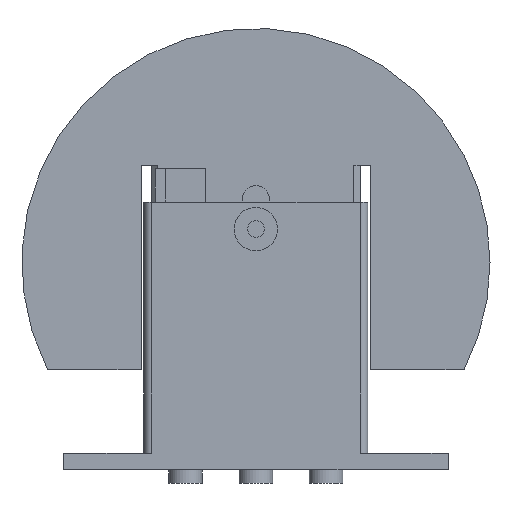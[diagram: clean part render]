
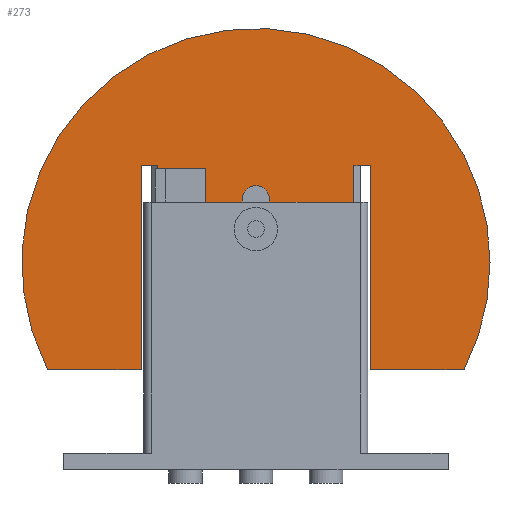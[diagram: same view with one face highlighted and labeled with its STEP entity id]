
A CAD part, front view. The second image highlights one B-rep face of the part: STEP entity #273.
In plain terms, the highlighted planar face has unit normal (0, -1, 0).
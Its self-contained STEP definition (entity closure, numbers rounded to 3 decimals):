
#273=ADVANCED_FACE('',(#572,#573),#574,.F.);
#572=FACE_BOUND('',#893,.T.);
#573=FACE_OUTER_BOUND('',#894,.T.);
#574=PLANE('',#895);
#893=EDGE_LOOP('',(#1575,#1576,#1577,#1578));
#894=EDGE_LOOP('',(#1579,#1580,#1581,#1582,#1583,#1584,#1585,#1586,#1587,#1588,#1589,#1590,#1591,#1592,#1593));
#895=AXIS2_PLACEMENT_3D('',#1594,#1595,#1596);
#1575=ORIENTED_EDGE('',*,*,#2033,.T.);
#1576=ORIENTED_EDGE('',*,*,#2059,.T.);
#1577=ORIENTED_EDGE('',*,*,#2038,.T.);
#1578=ORIENTED_EDGE('',*,*,#2060,.T.);
#1579=ORIENTED_EDGE('',*,*,#2044,.T.);
#1580=ORIENTED_EDGE('',*,*,#2055,.T.);
#1581=ORIENTED_EDGE('',*,*,#2047,.T.);
#1582=ORIENTED_EDGE('',*,*,#2061,.T.);
#1583=ORIENTED_EDGE('',*,*,#2062,.T.);
#1584=ORIENTED_EDGE('',*,*,#2063,.T.);
#1585=ORIENTED_EDGE('',*,*,#2064,.T.);
#1586=ORIENTED_EDGE('',*,*,#2065,.T.);
#1587=ORIENTED_EDGE('',*,*,#2066,.T.);
#1588=ORIENTED_EDGE('',*,*,#2067,.F.);
#1589=ORIENTED_EDGE('',*,*,#2013,.F.);
#1590=ORIENTED_EDGE('',*,*,#2068,.T.);
#1591=ORIENTED_EDGE('',*,*,#2069,.T.);
#1592=ORIENTED_EDGE('',*,*,#2070,.T.);
#1593=ORIENTED_EDGE('',*,*,#2071,.T.);
#1594=CARTESIAN_POINT('',(0.,-15.0,69.29));
#1595=DIRECTION('',(0.0,1.0,0.0));
#1596=DIRECTION('',(-1.0,0.0,0.0));
#2013=EDGE_CURVE('',#2437,#2433,#2439,.T.);
#2033=EDGE_CURVE('',#2469,#2473,#2475,.T.);
#2038=EDGE_CURVE('',#2478,#2482,#2484,.T.);
#2044=EDGE_CURVE('',#2487,#2493,#2495,.T.);
#2047=EDGE_CURVE('',#2500,#2497,#2501,.T.);
#2055=EDGE_CURVE('',#2493,#2500,#2511,.T.);
#2059=EDGE_CURVE('',#2473,#2478,#2515,.T.);
#2060=EDGE_CURVE('',#2482,#2469,#2516,.T.);
#2061=EDGE_CURVE('',#2497,#2517,#2518,.T.);
#2062=EDGE_CURVE('',#2517,#2519,#2520,.T.);
#2063=EDGE_CURVE('',#2519,#2521,#2522,.T.);
#2064=EDGE_CURVE('',#2521,#2523,#2524,.T.);
#2065=EDGE_CURVE('',#2523,#2525,#2526,.T.);
#2066=EDGE_CURVE('',#2525,#2527,#2528,.T.);
#2067=EDGE_CURVE('',#2433,#2527,#2529,.T.);
#2068=EDGE_CURVE('',#2437,#2530,#2531,.T.);
#2069=EDGE_CURVE('',#2530,#2532,#2533,.T.);
#2070=EDGE_CURVE('',#2532,#2534,#2535,.T.);
#2071=EDGE_CURVE('',#2534,#2487,#2536,.T.);
#2433=VERTEX_POINT('',#3011);
#2437=VERTEX_POINT('',#3016);
#2439=CIRCLE('',#3019,70.0);
#2469=VERTEX_POINT('',#3055);
#2473=VERTEX_POINT('',#3060);
#2475=CIRCLE('',#3063,4.0);
#2478=VERTEX_POINT('',#3066);
#2482=VERTEX_POINT('',#3071);
#2484=CIRCLE('',#3074,4.0);
#2487=VERTEX_POINT('',#3077);
#2493=VERTEX_POINT('',#3086);
#2495=LINE('',#3089,#3090);
#2497=VERTEX_POINT('',#3092);
#2500=VERTEX_POINT('',#3096);
#2501=LINE('',#3097,#3098);
#2511=LINE('',#3113,#3114);
#2515=LINE('',#3119,#3120);
#2516=LINE('',#3121,#3122);
#2517=VERTEX_POINT('',#3123);
#2518=LINE('',#3124,#3125);
#2519=VERTEX_POINT('',#3126);
#2520=LINE('',#3127,#3128);
#2521=VERTEX_POINT('',#3129);
#2522=LINE('',#3130,#3131);
#2523=VERTEX_POINT('',#3132);
#2524=LINE('',#3133,#3134);
#2525=VERTEX_POINT('',#3135);
#2526=LINE('',#3136,#3137);
#2527=VERTEX_POINT('',#3138);
#2528=LINE('',#3139,#3140);
#2529=CIRCLE('',#3141,70.0);
#2530=VERTEX_POINT('',#3142);
#2531=LINE('',#3143,#3144);
#2532=VERTEX_POINT('',#3145);
#2533=LINE('',#3146,#3147);
#2534=VERTEX_POINT('',#3148);
#2535=LINE('',#3149,#3150);
#2536=LINE('',#3151,#3152);
#3011=CARTESIAN_POINT('',(62.258,-15.0,94.));
#3016=CARTESIAN_POINT('',(-62.258,-15.0,30.));
#3019=AXIS2_PLACEMENT_3D('',#3509,#3510,#3511);
#3055=CARTESIAN_POINT('',(-4.,-15.0,81.));
#3060=CARTESIAN_POINT('',(4.,-15.0,81.));
#3063=AXIS2_PLACEMENT_3D('',#3541,#3542,#3543);
#3066=CARTESIAN_POINT('',(4.,-15.0,43.));
#3071=CARTESIAN_POINT('',(-4.,-15.0,43.));
#3074=AXIS2_PLACEMENT_3D('',#3549,#3550,#3551);
#3077=CARTESIAN_POINT('',(-29.3,-15.0,90.0));
#3086=CARTESIAN_POINT('',(-14.995,-15.0,90.0));
#3089=CARTESIAN_POINT('',(-11.25,-15.0,90.0));
#3090=VECTOR('',#3556,1.0);
#3092=CARTESIAN_POINT('',(-29.3,-15.0,43.99));
#3096=CARTESIAN_POINT('',(-14.995,-15.0,43.99));
#3097=CARTESIAN_POINT('',(-11.25,-15.0,43.99));
#3098=VECTOR('',#3558,1.0);
#3113=CARTESIAN_POINT('',(-14.995,-15.0,68.142));
#3114=VECTOR('',#3564,1.0);
#3119=CARTESIAN_POINT('',(4.0,-15.0,65.645));
#3120=VECTOR('',#3566,1.0);
#3121=CARTESIAN_POINT('',(-4.0,-15.0,70.395));
#3122=VECTOR('',#3567,1.0);
#3123=CARTESIAN_POINT('',(-29.3,-15.0,15.0));
#3124=CARTESIAN_POINT('',(-29.3,-15.0,42.145));
#3125=VECTOR('',#3568,1.0);
#3126=CARTESIAN_POINT('',(29.3,-15.0,15.0));
#3127=CARTESIAN_POINT('',(0.0,-15.0,15.0));
#3128=VECTOR('',#3569,1.0);
#3129=CARTESIAN_POINT('',(29.3,-15.0,91.0));
#3130=CARTESIAN_POINT('',(29.3,-15.0,42.145));
#3131=VECTOR('',#3570,1.0);
#3132=CARTESIAN_POINT('',(34.3,-15.0,91.0));
#3133=CARTESIAN_POINT('',(0.,-15.0,91.0));
#3134=VECTOR('',#3571,1.0);
#3135=CARTESIAN_POINT('',(34.3,-15.0,30.0));
#3136=CARTESIAN_POINT('',(34.3,-15.0,61.145));
#3137=VECTOR('',#3572,1.0);
#3138=CARTESIAN_POINT('',(62.258,-15.0,30.0));
#3139=CARTESIAN_POINT('',(0.0,-15.0,30.0));
#3140=VECTOR('',#3573,1.0);
#3141=AXIS2_PLACEMENT_3D('',#3574,#3575,#3576);
#3142=CARTESIAN_POINT('',(-34.3,-15.0,30.0));
#3143=CARTESIAN_POINT('',(0.0,-15.0,30.0));
#3144=VECTOR('',#3577,1.0);
#3145=CARTESIAN_POINT('',(-34.3,-15.0,91.0));
#3146=CARTESIAN_POINT('',(-34.3,-15.0,61.145));
#3147=VECTOR('',#3578,1.0);
#3148=CARTESIAN_POINT('',(-29.3,-15.0,91.0));
#3149=CARTESIAN_POINT('',(0.,-15.0,91.0));
#3150=VECTOR('',#3579,1.0);
#3151=CARTESIAN_POINT('',(-29.3,-15.0,42.145));
#3152=VECTOR('',#3580,1.0);
#3509=CARTESIAN_POINT('',(0.,-15.0,62.));
#3510=DIRECTION('',(0.0,1.0,0.0));
#3511=DIRECTION('',(-0.889,0.0,-0.457));
#3541=CARTESIAN_POINT('',(0.,-15.0,81.));
#3542=DIRECTION('',(0.0,1.0,0.0));
#3543=DIRECTION('',(1.,0.0,0.));
#3549=CARTESIAN_POINT('',(0.0,-15.0,43.));
#3550=DIRECTION('',(0.0,1.0,0.0));
#3551=DIRECTION('',(-1.,-0.0,0.));
#3556=DIRECTION('',(1.0,0.0,0.0));
#3558=DIRECTION('',(-1.0,0.0,0.0));
#3564=DIRECTION('',(0.0,0.0,-1.0));
#3566=DIRECTION('',(0.0,0.0,-1.0));
#3567=DIRECTION('',(0.0,-0.0,1.0));
#3568=DIRECTION('',(0.0,0.0,-1.0));
#3569=DIRECTION('',(1.0,0.0,0.0));
#3570=DIRECTION('',(0.0,-0.0,1.0));
#3571=DIRECTION('',(1.0,-0.0,0.0));
#3572=DIRECTION('',(0.0,0.0,-1.0));
#3573=DIRECTION('',(1.0,0.0,0.0));
#3574=CARTESIAN_POINT('',(0.,-15.0,62.));
#3575=DIRECTION('',(0.0,1.0,0.0));
#3576=DIRECTION('',(-0.889,0.0,-0.457));
#3577=DIRECTION('',(1.0,0.0,0.0));
#3578=DIRECTION('',(0.0,0.0,1.0));
#3579=DIRECTION('',(1.0,-0.0,0.0));
#3580=DIRECTION('',(0.0,0.0,-1.0));
